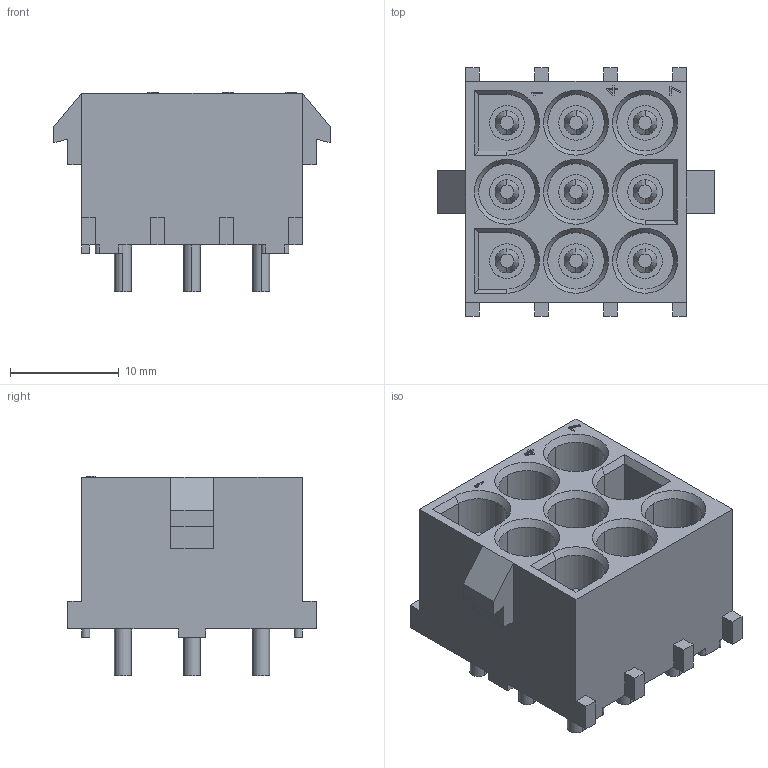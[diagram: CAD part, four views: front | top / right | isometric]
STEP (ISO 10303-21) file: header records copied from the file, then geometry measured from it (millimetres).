
FILE_DESCRIPTION((''),'2;1');
FILE_NAME('TYCO_350712-1.stp','2012-09-26T10:15:34',(''),(''),'Mechanical Desktop 2011','Mechanical Desktop 2011',', , ');
FILE_SCHEMA(('AUTOMOTIVE_DESIGN { 1 2 10303 214 1 1 1 1 }'));
Length unit declared in the file: millimetre
Products named in the file (1): Product
Bounding box: 25.4 x 22.86 x 18.38 mm (x, y, z)
Volume: 3751.5 mm3; surface area: 5166.2 mm2
Topology: 28 solids, 28 shells, 277 faces, 596 edges, 388 vertices
Faces by surface type: plane 173, cylinder 77, cone 27
Entity records: 7602 total; most frequent: DIRECTION 1351, CARTESIAN_POINT 1280, ORIENTED_EDGE 1204, EDGE_CURVE 602, AXIS2_PLACEMENT_3D 471, VECTOR 409, LINE 409, VERTEX_POINT 400
